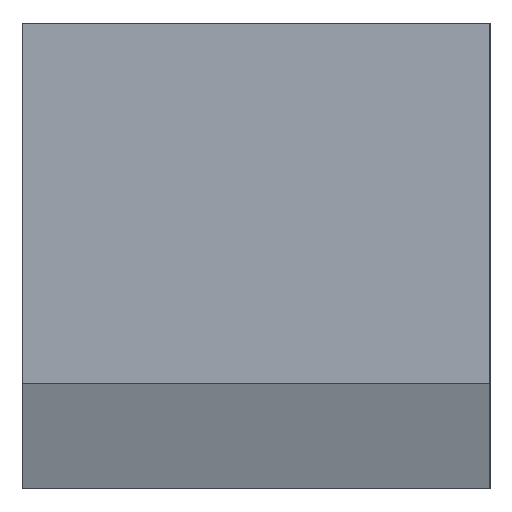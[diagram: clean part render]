
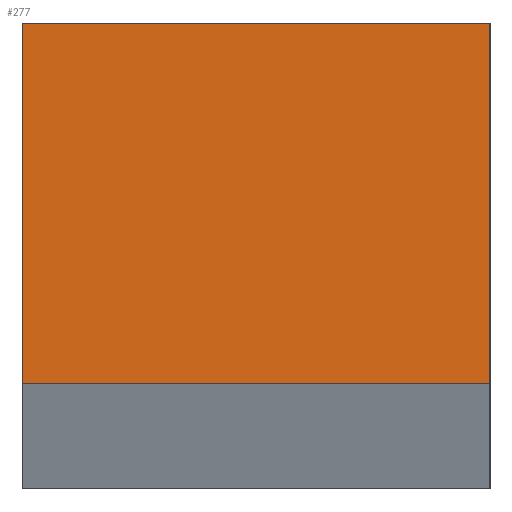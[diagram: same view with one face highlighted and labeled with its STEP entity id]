
A CAD part, left-side view. The second image highlights one B-rep face of the part: STEP entity #277.
In plain terms, the highlighted planar face has unit normal (-1, 0, 0).
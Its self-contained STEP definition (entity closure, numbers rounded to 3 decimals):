
#277=ADVANCED_FACE('NONE',(#670),#671,.F.);
#670=FACE_OUTER_BOUND('',#1176,.T.);
#671=PLANE('',#1177);
#1176=EDGE_LOOP('',(#2211,#2212,#2213,#2214));
#1177=AXIS2_PLACEMENT_3D('',#2215,#2216,#2217);
#2211=ORIENTED_EDGE('',*,*,#3649,.F.);
#2212=ORIENTED_EDGE('',*,*,#3200,.F.);
#2213=ORIENTED_EDGE('',*,*,#3650,.F.);
#2214=ORIENTED_EDGE('',*,*,#3521,.T.);
#2215=CARTESIAN_POINT('',(0.0,0.0,79.6));
#2216=DIRECTION('',(1.0,0.0,0.0));
#2217=DIRECTION('',(0.0,1.0,-0.0));
#3200=EDGE_CURVE('NONE',#3862,#3864,#3865,.T.);
#3521=EDGE_CURVE('NONE',#4505,#4503,#4506,.T.);
#3649=EDGE_CURVE('NONE',#3864,#4503,#4636,.T.);
#3650=EDGE_CURVE('NONE',#4505,#3862,#4637,.T.);
#3862=VERTEX_POINT('NONE',#4852);
#3864=VERTEX_POINT('NONE',#4855);
#3865=LINE('',#4856,#4857);
#4503=VERTEX_POINT('NONE',#5813);
#4505=VERTEX_POINT('NONE',#5816);
#4506=LINE('',#5817,#5818);
#4636=LINE('',#6033,#6034);
#4637=LINE('',#6035,#6036);
#4852=CARTESIAN_POINT('',(0.0,0.0,79.6));
#4855=CARTESIAN_POINT('',(0.0,0.0,18.));
#4856=CARTESIAN_POINT('',(0.0,0.0,79.6));
#4857=VECTOR('',#6324,1000.0);
#5813=CARTESIAN_POINT('',(0.0,80.0,18.));
#5816=CARTESIAN_POINT('',(0.0,80.0,79.6));
#5817=CARTESIAN_POINT('',(0.0,80.0,79.6));
#5818=VECTOR('',#6644,1000.0);
#6033=CARTESIAN_POINT('',(0.0,0.0,18.));
#6034=VECTOR('',#6730,1000.0);
#6035=CARTESIAN_POINT('',(0.0,0.0,79.6));
#6036=VECTOR('',#6731,1000.0);
#6324=DIRECTION('',(-0.0,-0.0,-1.0));
#6644=DIRECTION('',(-0.0,-0.0,-1.0));
#6730=DIRECTION('',(0.0,1.0,0.0));
#6731=DIRECTION('',(-0.0,-1.0,-0.0));
